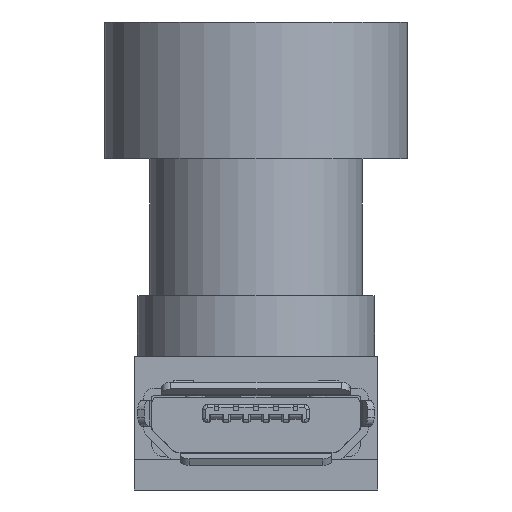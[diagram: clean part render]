
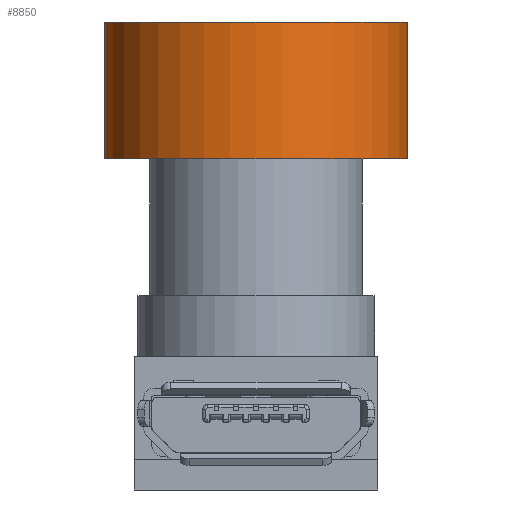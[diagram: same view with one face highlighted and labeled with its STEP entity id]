
A CAD part, front view. The second image highlights one B-rep face of the part: STEP entity #8850.
In plain terms, the highlighted cylindrical face has radius 5 mm (diameter 10 mm), a partial arc.
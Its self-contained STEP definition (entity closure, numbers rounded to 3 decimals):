
#537 = VERTEX_POINT ( 'NONE', #19935 ) ;
#1263 = CARTESIAN_POINT ( 'NONE',  ( -5., 0., 0. ) ) ;
#1756 = EDGE_CURVE ( 'NONE', #11171, #10303, #5970, .T. ) ;
#1938 = CYLINDRICAL_SURFACE ( 'NONE', #4689, 5. ) ;
#2439 = ORIENTED_EDGE ( 'NONE', *, *, #8006, .F. ) ;
#2643 = EDGE_CURVE ( 'NONE', #537, #10303, #10125, .T. ) ;
#3359 = ORIENTED_EDGE ( 'NONE', *, *, #2643, .F. ) ;
#3821 = CARTESIAN_POINT ( 'NONE',  ( 0., 0., 0. ) ) ;
#4689 = AXIS2_PLACEMENT_3D ( 'NONE', #3821, #13921, #10635 ) ;
#5228 = CARTESIAN_POINT ( 'NONE',  ( 5., 0., 15.4 ) ) ;
#5646 = CARTESIAN_POINT ( 'NONE',  ( -5., 0., 15.4 ) ) ;
#5970 = LINE ( 'NONE', #1263, #17240 ) ;
#6347 = CARTESIAN_POINT ( 'NONE',  ( 0., 0., 10.9 ) ) ;
#6449 = EDGE_LOOP ( 'NONE', ( #2439, #17384, #20253, #3359 ) ) ;
#7278 = AXIS2_PLACEMENT_3D ( 'NONE', #6347, #18066, #8048 ) ;
#7402 = DIRECTION ( 'NONE',  ( -1., 0., 0. ) ) ;
#8006 = EDGE_CURVE ( 'NONE', #15002, #537, #10323, .T. ) ;
#8048 = DIRECTION ( 'NONE',  ( -1., 0., 0. ) ) ;
#8850 = ADVANCED_FACE ( 'NONE', ( #20723 ), #1938, .T. ) ;
#10125 = CIRCLE ( 'NONE', #7278, 5. ) ;
#10303 = VERTEX_POINT ( 'NONE', #10716 ) ;
#10323 = LINE ( 'NONE', #19697, #12135 ) ;
#10635 = DIRECTION ( 'NONE',  ( -1., 0., 0. ) ) ;
#10716 = CARTESIAN_POINT ( 'NONE',  ( -5., 0., 10.9 ) ) ;
#10722 = DIRECTION ( 'NONE',  ( 0., 0., -1. ) ) ;
#11171 = VERTEX_POINT ( 'NONE', #5646 ) ;
#11241 = EDGE_CURVE ( 'NONE', #15002, #11171, #15876, .T. ) ;
#12135 = VECTOR ( 'NONE', #13215, 1000. ) ;
#13215 = DIRECTION ( 'NONE',  ( 0., 0., -1. ) ) ;
#13921 = DIRECTION ( 'NONE',  ( 0., 0., -1. ) ) ;
#15002 = VERTEX_POINT ( 'NONE', #5228 ) ;
#15797 = AXIS2_PLACEMENT_3D ( 'NONE', #20768, #10722, #7402 ) ;
#15876 = CIRCLE ( 'NONE', #15797, 5. ) ;
#17240 = VECTOR ( 'NONE', #19362, 1000. ) ;
#17384 = ORIENTED_EDGE ( 'NONE', *, *, #11241, .T. ) ;
#18066 = DIRECTION ( 'NONE',  ( 0., 0., -1. ) ) ;
#19362 = DIRECTION ( 'NONE',  ( 0., 0., -1. ) ) ;
#19697 = CARTESIAN_POINT ( 'NONE',  ( 5., 0., 0. ) ) ;
#19935 = CARTESIAN_POINT ( 'NONE',  ( 5., 0., 10.9 ) ) ;
#20253 = ORIENTED_EDGE ( 'NONE', *, *, #1756, .T. ) ;
#20723 = FACE_OUTER_BOUND ( 'NONE', #6449, .T. ) ;
#20768 = CARTESIAN_POINT ( 'NONE',  ( 0., 0., 15.4 ) ) ;
